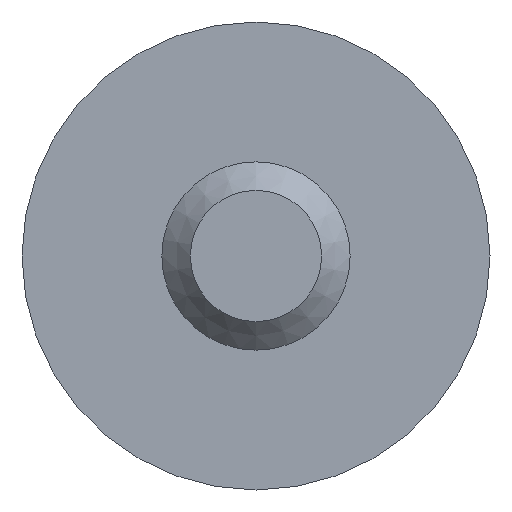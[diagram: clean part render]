
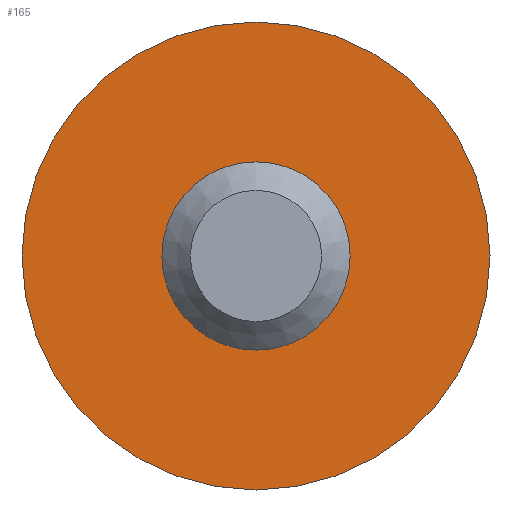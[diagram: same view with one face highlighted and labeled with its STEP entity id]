
A CAD part, front view. The second image highlights one B-rep face of the part: STEP entity #165.
In plain terms, the highlighted planar face has unit normal (0, -1, 0).
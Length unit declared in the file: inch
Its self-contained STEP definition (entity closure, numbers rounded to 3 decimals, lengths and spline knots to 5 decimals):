
#17=FACE_BOUND('',#38,.T.);
#20=PLANE('',#204);
#27=FACE_OUTER_BOUND('',#37,.T.);
#37=EDGE_LOOP('',(#129,#130));
#38=EDGE_LOOP('',(#131,#132));
#60=CIRCLE('',#201,0.205);
#61=CIRCLE('',#202,0.205);
#62=CIRCLE('',#205,0.0825);
#63=CIRCLE('',#206,0.0825);
#76=VERTEX_POINT('',#294);
#77=VERTEX_POINT('',#295);
#78=VERTEX_POINT('',#301);
#79=VERTEX_POINT('',#302);
#94=EDGE_CURVE('',#76,#77,#60,.T.);
#96=EDGE_CURVE('',#77,#76,#61,.T.);
#97=EDGE_CURVE('',#78,#79,#62,.T.);
#98=EDGE_CURVE('',#79,#78,#63,.T.);
#129=ORIENTED_EDGE('',*,*,#94,.F.);
#130=ORIENTED_EDGE('',*,*,#96,.F.);
#131=ORIENTED_EDGE('',*,*,#97,.F.);
#132=ORIENTED_EDGE('',*,*,#98,.F.);
#165=ADVANCED_FACE('',(#27,#17),#20,.F.);
#201=AXIS2_PLACEMENT_3D('',#296,#242,#243);
#202=AXIS2_PLACEMENT_3D('',#298,#245,#246);
#204=AXIS2_PLACEMENT_3D('',#300,#249,#250);
#205=AXIS2_PLACEMENT_3D('',#303,#251,#252);
#206=AXIS2_PLACEMENT_3D('',#304,#253,#254);
#242=DIRECTION('center_axis',(0.,1.,0.));
#243=DIRECTION('ref_axis',(0.,0.,1.));
#245=DIRECTION('center_axis',(0.,1.,0.));
#246=DIRECTION('ref_axis',(0.,0.,1.));
#249=DIRECTION('center_axis',(0.,1.,0.));
#250=DIRECTION('ref_axis',(0.,0.,1.));
#251=DIRECTION('center_axis',(0.,-1.,0.));
#252=DIRECTION('ref_axis',(0.,0.,1.));
#253=DIRECTION('center_axis',(0.,-1.,0.));
#254=DIRECTION('ref_axis',(0.,0.,1.));
#294=CARTESIAN_POINT('',(0.,-0.25,-0.205));
#295=CARTESIAN_POINT('',(0.,-0.25,0.205));
#296=CARTESIAN_POINT('Origin',(0.,-0.25,0.));
#298=CARTESIAN_POINT('Origin',(0.,-0.25,0.));
#300=CARTESIAN_POINT('Origin',(0.,-0.25,0.));
#301=CARTESIAN_POINT('',(0.,-0.25,-0.0825));
#302=CARTESIAN_POINT('',(0.,-0.25,0.0825));
#303=CARTESIAN_POINT('Origin',(0.,-0.25,0.));
#304=CARTESIAN_POINT('Origin',(0.,-0.25,0.));
